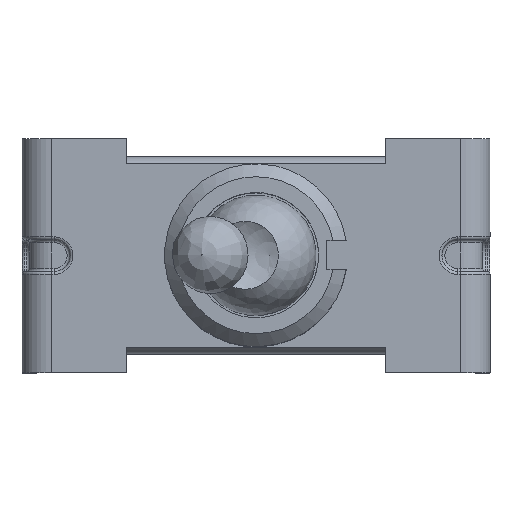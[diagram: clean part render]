
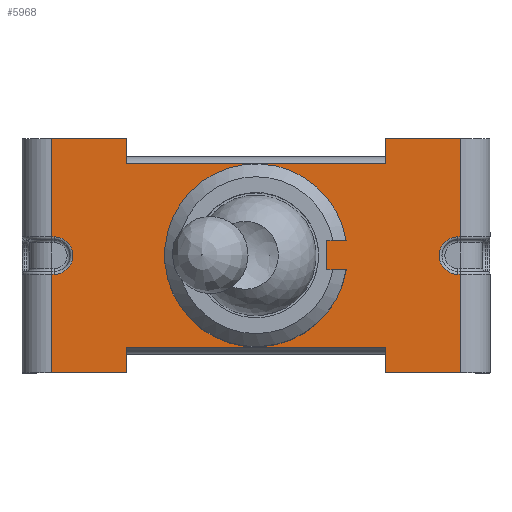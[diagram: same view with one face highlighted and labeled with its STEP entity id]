
A CAD part, top view. The second image highlights one B-rep face of the part: STEP entity #5968.
In plain terms, the highlighted planar face has unit normal (0, 0, 1).
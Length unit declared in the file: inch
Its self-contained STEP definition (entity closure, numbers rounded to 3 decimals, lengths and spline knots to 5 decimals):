
#165=PLANE('',#6367);
#385=FACE_BOUND('',#799,.T.);
#431=FACE_OUTER_BOUND('',#798,.T.);
#798=EDGE_LOOP('',(#4176,#4177,#4178,#4179,#4180,#4181,#4182,#4183,#4184,
#4185,#4186,#4187,#4188,#4189,#4190,#4191,#4192,#4193,#4194,#4195));
#799=EDGE_LOOP('',(#4196,#4197,#4198,#4199));
#1175=LINE('',#8940,#1825);
#1176=LINE('',#8942,#1826);
#1177=LINE('',#8944,#1827);
#1178=LINE('',#8946,#1828);
#1179=LINE('',#8948,#1829);
#1180=LINE('',#8950,#1830);
#1181=LINE('',#8952,#1831);
#1182=LINE('',#8954,#1832);
#1183=LINE('',#8956,#1833);
#1184=LINE('',#8960,#1834);
#1185=LINE('',#8962,#1835);
#1186=LINE('',#8964,#1836);
#1187=LINE('',#8966,#1837);
#1188=LINE('',#8968,#1838);
#1189=LINE('',#8970,#1839);
#1190=LINE('',#8972,#1840);
#1191=LINE('',#8974,#1841);
#1192=LINE('',#8976,#1842);
#1193=LINE('',#8980,#1843);
#1194=LINE('',#8982,#1844);
#1195=LINE('',#8984,#1845);
#1825=VECTOR('',#7001,0.3937);
#1826=VECTOR('',#7002,0.3937);
#1827=VECTOR('',#7003,0.3937);
#1828=VECTOR('',#7004,0.3937);
#1829=VECTOR('',#7005,0.3937);
#1830=VECTOR('',#7006,0.3937);
#1831=VECTOR('',#7007,0.3937);
#1832=VECTOR('',#7008,0.3937);
#1833=VECTOR('',#7009,0.3937);
#1834=VECTOR('',#7012,0.3937);
#1835=VECTOR('',#7013,0.3937);
#1836=VECTOR('',#7014,0.3937);
#1837=VECTOR('',#7015,0.3937);
#1838=VECTOR('',#7016,0.3937);
#1839=VECTOR('',#7017,0.3937);
#1840=VECTOR('',#7018,0.3937);
#1841=VECTOR('',#7019,0.3937);
#1842=VECTOR('',#7020,0.3937);
#1843=VECTOR('',#7023,0.3937);
#1844=VECTOR('',#7024,0.3937);
#1845=VECTOR('',#7025,0.3937);
#2481=CIRCLE('',#6368,0.02559);
#2482=CIRCLE('',#6369,0.02559);
#2483=CIRCLE('',#6370,0.125);
#2707=VERTEX_POINT('',#8938);
#2708=VERTEX_POINT('',#8939);
#2709=VERTEX_POINT('',#8941);
#2710=VERTEX_POINT('',#8943);
#2711=VERTEX_POINT('',#8945);
#2712=VERTEX_POINT('',#8947);
#2713=VERTEX_POINT('',#8949);
#2714=VERTEX_POINT('',#8951);
#2715=VERTEX_POINT('',#8953);
#2716=VERTEX_POINT('',#8955);
#2717=VERTEX_POINT('',#8957);
#2718=VERTEX_POINT('',#8959);
#2719=VERTEX_POINT('',#8961);
#2720=VERTEX_POINT('',#8963);
#2721=VERTEX_POINT('',#8965);
#2722=VERTEX_POINT('',#8967);
#2723=VERTEX_POINT('',#8969);
#2724=VERTEX_POINT('',#8971);
#2725=VERTEX_POINT('',#8973);
#2726=VERTEX_POINT('',#8975);
#2727=VERTEX_POINT('',#8978);
#2728=VERTEX_POINT('',#8979);
#2729=VERTEX_POINT('',#8981);
#2730=VERTEX_POINT('',#8983);
#3262=EDGE_CURVE('',#2707,#2708,#1175,.T.);
#3263=EDGE_CURVE('',#2707,#2709,#1176,.T.);
#3264=EDGE_CURVE('',#2710,#2709,#1177,.T.);
#3265=EDGE_CURVE('',#2710,#2711,#1178,.T.);
#3266=EDGE_CURVE('',#2711,#2712,#1179,.T.);
#3267=EDGE_CURVE('',#2712,#2713,#1180,.T.);
#3268=EDGE_CURVE('',#2714,#2713,#1181,.T.);
#3269=EDGE_CURVE('',#2714,#2715,#1182,.T.);
#3270=EDGE_CURVE('',#2716,#2715,#1183,.T.);
#3271=EDGE_CURVE('',#2717,#2716,#2481,.T.);
#3272=EDGE_CURVE('',#2718,#2717,#1184,.T.);
#3273=EDGE_CURVE('',#2718,#2719,#1185,.T.);
#3274=EDGE_CURVE('',#2720,#2719,#1186,.T.);
#3275=EDGE_CURVE('',#2720,#2721,#1187,.T.);
#3276=EDGE_CURVE('',#2721,#2722,#1188,.T.);
#3277=EDGE_CURVE('',#2722,#2723,#1189,.T.);
#3278=EDGE_CURVE('',#2724,#2723,#1190,.T.);
#3279=EDGE_CURVE('',#2724,#2725,#1191,.T.);
#3280=EDGE_CURVE('',#2726,#2725,#1192,.T.);
#3281=EDGE_CURVE('',#2708,#2726,#2482,.T.);
#3282=EDGE_CURVE('',#2727,#2728,#1193,.T.);
#3283=EDGE_CURVE('',#2729,#2727,#1194,.T.);
#3284=EDGE_CURVE('',#2730,#2729,#1195,.T.);
#3285=EDGE_CURVE('',#2728,#2730,#2483,.T.);
#4176=ORIENTED_EDGE('',*,*,#3262,.F.);
#4177=ORIENTED_EDGE('',*,*,#3263,.T.);
#4178=ORIENTED_EDGE('',*,*,#3264,.F.);
#4179=ORIENTED_EDGE('',*,*,#3265,.T.);
#4180=ORIENTED_EDGE('',*,*,#3266,.T.);
#4181=ORIENTED_EDGE('',*,*,#3267,.T.);
#4182=ORIENTED_EDGE('',*,*,#3268,.F.);
#4183=ORIENTED_EDGE('',*,*,#3269,.T.);
#4184=ORIENTED_EDGE('',*,*,#3270,.F.);
#4185=ORIENTED_EDGE('',*,*,#3271,.F.);
#4186=ORIENTED_EDGE('',*,*,#3272,.F.);
#4187=ORIENTED_EDGE('',*,*,#3273,.T.);
#4188=ORIENTED_EDGE('',*,*,#3274,.F.);
#4189=ORIENTED_EDGE('',*,*,#3275,.T.);
#4190=ORIENTED_EDGE('',*,*,#3276,.T.);
#4191=ORIENTED_EDGE('',*,*,#3277,.T.);
#4192=ORIENTED_EDGE('',*,*,#3278,.F.);
#4193=ORIENTED_EDGE('',*,*,#3279,.T.);
#4194=ORIENTED_EDGE('',*,*,#3280,.F.);
#4195=ORIENTED_EDGE('',*,*,#3281,.F.);
#4196=ORIENTED_EDGE('',*,*,#3282,.F.);
#4197=ORIENTED_EDGE('',*,*,#3283,.F.);
#4198=ORIENTED_EDGE('',*,*,#3284,.F.);
#4199=ORIENTED_EDGE('',*,*,#3285,.F.);
#5968=ADVANCED_FACE('',(#431,#385),#165,.T.);
#6367=AXIS2_PLACEMENT_3D('',#8937,#6999,#7000);
#6368=AXIS2_PLACEMENT_3D('',#8958,#7010,#7011);
#6369=AXIS2_PLACEMENT_3D('',#8977,#7021,#7022);
#6370=AXIS2_PLACEMENT_3D('',#8985,#7026,#7027);
#6999=DIRECTION('center_axis',(0.,0.,
1.));
#7000=DIRECTION('ref_axis',(1.,0.,0.));
#7001=DIRECTION('',(-1.,0.,0.));
#7002=DIRECTION('',(0.,1.,0.));
#7003=DIRECTION('',(1.,0.,0.));
#7004=DIRECTION('',(0.,-1.,0.));
#7005=DIRECTION('',(-1.,0.,0.));
#7006=DIRECTION('',(0.,1.,0.));
#7007=DIRECTION('',(1.,0.,0.));
#7008=DIRECTION('',(0.,-1.,0.));
#7009=DIRECTION('',(-1.,0.,0.));
#7010=DIRECTION('center_axis',(0.,0.,
1.));
#7011=DIRECTION('ref_axis',(1.,0.,0.));
#7012=DIRECTION('',(1.,0.,0.));
#7013=DIRECTION('',(0.,-1.,0.));
#7014=DIRECTION('',(-1.,0.,0.));
#7015=DIRECTION('',(0.,1.,0.));
#7016=DIRECTION('',(1.,0.,0.));
#7017=DIRECTION('',(0.,-1.,0.));
#7018=DIRECTION('',(-1.,0.,0.));
#7019=DIRECTION('',(0.,1.,0.));
#7020=DIRECTION('',(1.,0.,0.));
#7021=DIRECTION('center_axis',(0.,0.,
1.));
#7022=DIRECTION('ref_axis',(-1.,0.,0.));
#7023=DIRECTION('',(1.,0.,0.));
#7024=DIRECTION('',(0.,1.,0.));
#7025=DIRECTION('',(-1.,0.,0.));
#7026=DIRECTION('center_axis',(0.,0.,
1.));
#7027=DIRECTION('ref_axis',(0.987,0.161,0.));
#8937=CARTESIAN_POINT('Origin',(0.,0.,
0.37008));
#8938=CARTESIAN_POINT('',(0.27992,0.02559,0.37008));
#8939=CARTESIAN_POINT('',(0.27598,0.02559,0.37008));
#8940=CARTESIAN_POINT('',(0.16004,0.02559,0.37008));
#8941=CARTESIAN_POINT('',(0.27992,0.16004,0.37008));
#8942=CARTESIAN_POINT('',(0.27992,-0.08002,0.37008));
#8943=CARTESIAN_POINT('',(0.17717,0.16004,0.37008));
#8944=CARTESIAN_POINT('',(-0.32008,0.16004,0.37008));
#8945=CARTESIAN_POINT('',(0.17717,0.12539,0.37008));
#8946=CARTESIAN_POINT('',(0.17717,0.0627,0.37008));
#8947=CARTESIAN_POINT('',(-0.17717,0.12539,0.37008));
#8948=CARTESIAN_POINT('',(-0.08858,0.12539,0.37008));
#8949=CARTESIAN_POINT('',(-0.17717,0.16004,0.37008));
#8950=CARTESIAN_POINT('',(-0.17717,0.08002,0.37008));
#8951=CARTESIAN_POINT('',(-0.27992,0.16004,0.37008));
#8952=CARTESIAN_POINT('',(-0.32008,0.16004,0.37008));
#8953=CARTESIAN_POINT('',(-0.27992,0.02559,0.37008));
#8954=CARTESIAN_POINT('',(-0.27992,0.08002,0.37008));
#8955=CARTESIAN_POINT('',(-0.27598,0.02559,0.37008));
#8956=CARTESIAN_POINT('',(-0.16004,0.02559,0.37008));
#8957=CARTESIAN_POINT('',(-0.27598,-0.02559,0.37008));
#8958=CARTESIAN_POINT('Origin',(-0.27598,0.,
0.37008));
#8959=CARTESIAN_POINT('',(-0.27992,-0.02559,0.37008));
#8960=CARTESIAN_POINT('',(-0.16004,-0.02559,0.37008));
#8961=CARTESIAN_POINT('',(-0.27992,-0.16004,0.37008));
#8962=CARTESIAN_POINT('',(-0.27992,0.08002,0.37008));
#8963=CARTESIAN_POINT('',(-0.17717,-0.16004,0.37008));
#8964=CARTESIAN_POINT('',(0.32008,-0.16004,0.37008));
#8965=CARTESIAN_POINT('',(-0.17717,-0.12539,0.37008));
#8966=CARTESIAN_POINT('',(-0.17717,-0.0627,0.37008));
#8967=CARTESIAN_POINT('',(0.17717,-0.12539,0.37008));
#8968=CARTESIAN_POINT('',(0.08858,-0.12539,0.37008));
#8969=CARTESIAN_POINT('',(0.17717,-0.16004,0.37008));
#8970=CARTESIAN_POINT('',(0.17717,-0.08002,0.37008));
#8971=CARTESIAN_POINT('',(0.27992,-0.16004,0.37008));
#8972=CARTESIAN_POINT('',(0.32008,-0.16004,0.37008));
#8973=CARTESIAN_POINT('',(0.27992,-0.02559,0.37008));
#8974=CARTESIAN_POINT('',(0.27992,-0.08002,0.37008));
#8975=CARTESIAN_POINT('',(0.27598,-0.02559,0.37008));
#8976=CARTESIAN_POINT('',(0.16004,-0.02559,0.37008));
#8977=CARTESIAN_POINT('Origin',(0.27598,0.,
0.37008));
#8978=CARTESIAN_POINT('',(0.09705,0.02008,0.37008));
#8979=CARTESIAN_POINT('',(0.12338,0.02008,0.37008));
#8980=CARTESIAN_POINT('',(0.06169,0.02008,0.37008));
#8981=CARTESIAN_POINT('',(0.09705,-0.02008,0.37008));
#8982=CARTESIAN_POINT('',(0.09705,0.01004,0.37008));
#8983=CARTESIAN_POINT('',(0.12338,-0.02008,0.37008));
#8984=CARTESIAN_POINT('',(0.04852,-0.02008,0.37008));
#8985=CARTESIAN_POINT('Origin',(0.,0.,
0.37008));
